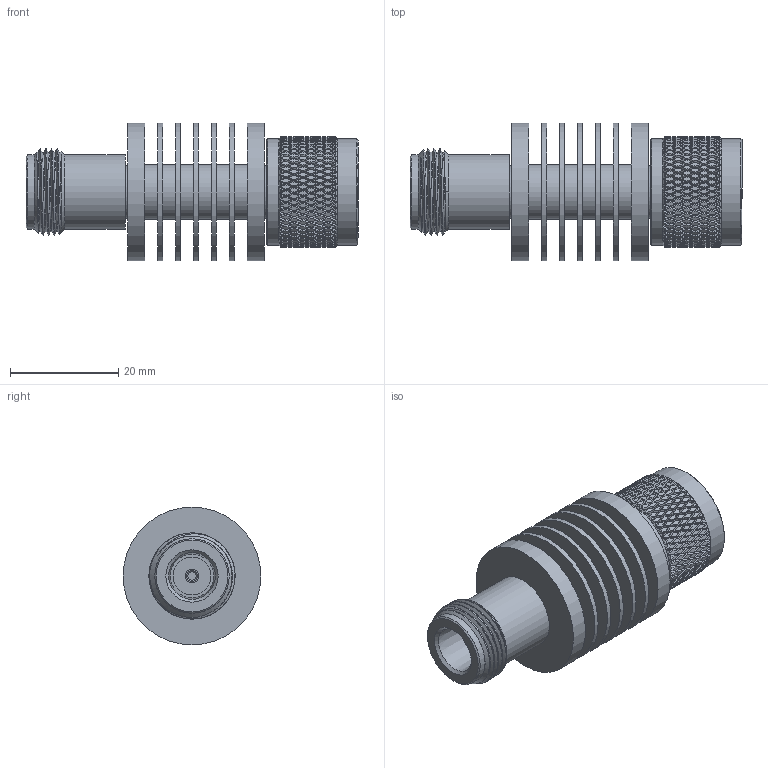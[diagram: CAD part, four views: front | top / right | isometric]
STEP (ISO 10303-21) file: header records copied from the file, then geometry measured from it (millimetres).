
FILE_DESCRIPTION (( 'STEP AP203' ), '1' );
FILE_NAME ('PE7048-20_3D.step', '2022-03-24T16:22:12', ( '' ), ( '' ), 'SwSTEP 2.0', 'SolidWorks 2021', '' );
FILE_SCHEMA (( 'CONFIG_CONTROL_DESIGN' ));
Products named in the file (1): PE7048-20_3D
Bounding box: 61.21 x 25.4 x 25.4 mm (x, y, z)
Volume: 12563.3 mm3; surface area: 11903.4 mm2
Topology: 1 solids, 1 shells, 2306 faces, 4901 edges, 2623 vertices
Faces by surface type: bspline 1767, cylinder 481, plane 40, cone 18
Full cylindrical faces by diameter (mm): 1.524 x2, 2.54 x1, 2.794 x1, 6.985 x2, 8.255 x1, 9.652 x2, 10.095 x6, 13.716 x2, 15.875 x5, 19.715 x2, 25.4 x7
Entity records: 84910 total; most frequent: CARTESIAN_POINT 55295, ORIENTED_EDGE 9680, EDGE_CURVE 4840, VERTEX_POINT 2606, EDGE_LOOP 2366, FACE_OUTER_BOUND 2329, ADVANCED_FACE 2301, B_SPLINE_CURVE_WITH_KNOTS 2180
